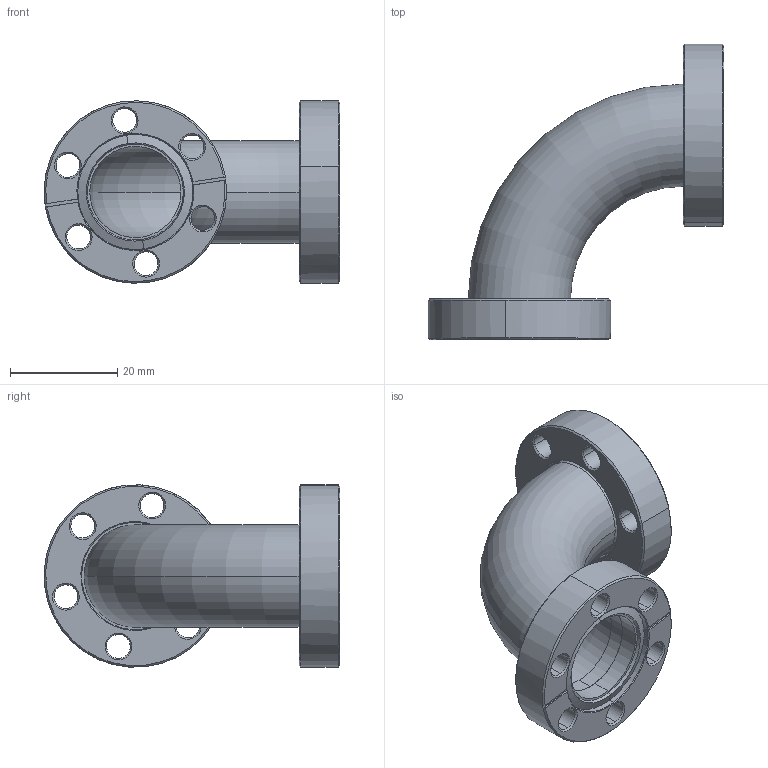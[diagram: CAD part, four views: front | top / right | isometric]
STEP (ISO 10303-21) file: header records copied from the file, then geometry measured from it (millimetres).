
FILE_DESCRIPTION (( 'STEP AP214' ), '1' );
FILE_NAME ('Hositrad_FE16-19R-Elbow.STEP', '2020-07-24T09:20:19', ( '' ), ( '' ), 'SwSTEP 2.0', 'SolidWorks 2020', '' );
FILE_SCHEMA (( 'AUTOMOTIVE_DESIGN' ));
Length unit declared in the file: millimetre
Products named in the file (6): CF16-19-R; NW16CF-Outerring; Elbows-90-all_16-19; NW16CF-Innerring_CF16-19-R; Hositrad_FE16-19R-Elbow
Assembly tree (7 placements, depth 3):
  Hositrad_FE16-19R-Elbow
    Elbows-90-all_16-19
    CF16-19-R
      NW16CF-Outerring
      NW16CF-Innerring_CF16-19-R
    CF16-19-R
      NW16CF-Outerring
      NW16CF-Innerring_CF16-19-R
Bounding box: 55.09 x 55.07 x 33.99 mm (x, y, z)
Volume: 11249.7 mm3; surface area: 13684.6 mm2
Topology: 5 solids, 5 shells, 168 faces, 388 edges, 232 vertices
Faces by surface type: cone 80, cylinder 56, plane 28, torus 4
Entity records: 2898 total; most frequent: DIRECTION 534, CARTESIAN_POINT 467, ORIENTED_EDGE 424, AXIS2_PLACEMENT_3D 227, EDGE_CURVE 212, VERTEX_POINT 128, CIRCLE 124, EDGE_LOOP 110
